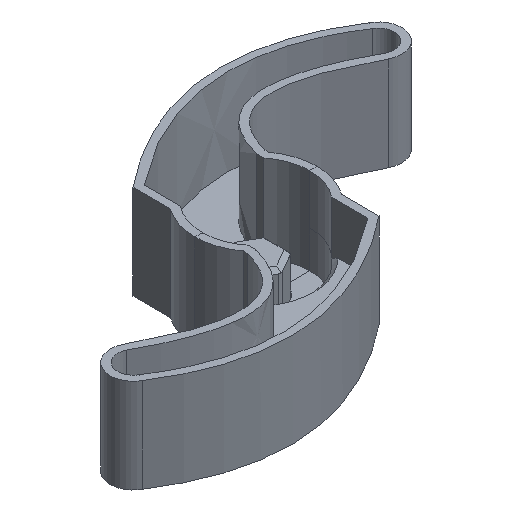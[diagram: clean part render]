
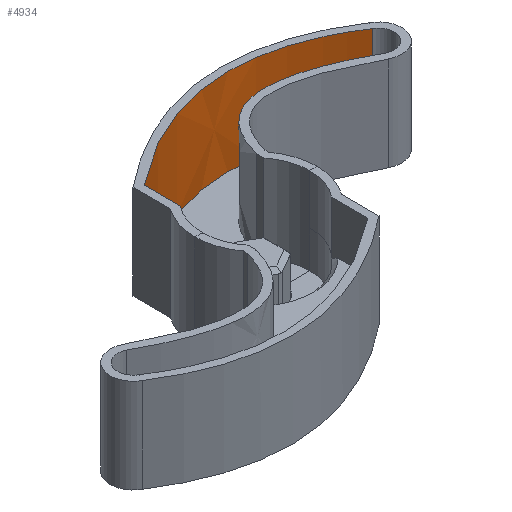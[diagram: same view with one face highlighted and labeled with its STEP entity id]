
A CAD part, isometric view. The second image highlights one B-rep face of the part: STEP entity #4934.
In plain terms, the highlighted face is a extrusion surface.
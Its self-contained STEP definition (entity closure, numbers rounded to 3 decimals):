
#916 = PLANE('',#917);
#917 = AXIS2_PLACEMENT_3D('',#918,#919,#920);
#918 = CARTESIAN_POINT('',(16.966,16.104,0.));
#919 = DIRECTION('',(0.,0.,1.));
#920 = DIRECTION('',(1.,0.,0.));
#2737 = PLANE('',#2738);
#2738 = AXIS2_PLACEMENT_3D('',#2739,#2740,#2741);
#2739 = CARTESIAN_POINT('',(16.966,16.104,21.));
#2740 = DIRECTION('',(0.,0.,1.));
#2741 = DIRECTION('',(1.,0.,0.));
#3002 = VERTEX_POINT('',#3003);
#3003 = CARTESIAN_POINT('',(-10.1,17.,0.));
#3017 = PLANE('',#3018);
#3018 = AXIS2_PLACEMENT_3D('',#3019,#3020,#3021);
#3019 = CARTESIAN_POINT('',(-10.1,8.185,0.));
#3020 = DIRECTION('',(-1.,0.,0.));
#3021 = DIRECTION('',(0.,1.,0.));
#3084 = VERTEX_POINT('',#3085);
#3085 = CARTESIAN_POINT('',(50.318,22.21,0.));
#3100 = CYLINDRICAL_SURFACE('',#3101,3.8);
#3101 = AXIS2_PLACEMENT_3D('',#3102,#3103,#3104);
#3102 = CARTESIAN_POINT('',(48.534,18.855,0.));
#3103 = DIRECTION('',(-0.,-0.,-1.));
#3104 = DIRECTION('',(1.,0.,0.));
#3112 = EDGE_CURVE('',#3002,#3084,#3113,.T.);
#3113 = SURFACE_CURVE('',#3114,(#3118,#3125),.PCURVE_S1.);
#3114 = B_SPLINE_CURVE_WITH_KNOTS('',2,(#3115,#3116,#3117),
  .UNSPECIFIED.,.F.,.F.,(3,3),(0.,1.),.PIECEWISE_BEZIER_KNOTS.);
#3115 = CARTESIAN_POINT('',(-10.1,17.,0.));
#3116 = CARTESIAN_POINT('',(20.715,41.448,0.));
#3117 = CARTESIAN_POINT('',(50.318,22.21,0.));
#3118 = PCURVE('',#916,#3119);
#3119 = DEFINITIONAL_REPRESENTATION('',(#3120),#3124);
#3120 = B_SPLINE_CURVE_WITH_KNOTS('',2,(#3121,#3122,#3123),
  .UNSPECIFIED.,.F.,.F.,(3,3),(0.,1.),.PIECEWISE_BEZIER_KNOTS.);
#3121 = CARTESIAN_POINT('',(-27.066,0.896));
#3122 = CARTESIAN_POINT('',(3.749,25.344));
#3123 = CARTESIAN_POINT('',(33.352,6.106));
#3124 = ( GEOMETRIC_REPRESENTATION_CONTEXT(2) 
PARAMETRIC_REPRESENTATION_CONTEXT() REPRESENTATION_CONTEXT('2D SPACE',''
  ) );
#3125 = PCURVE('',#3126,#3133);
#3126 = SURFACE_OF_LINEAR_EXTRUSION('',#3127,#3131);
#3127 = B_SPLINE_CURVE_WITH_KNOTS('',2,(#3128,#3129,#3130),
  .UNSPECIFIED.,.F.,.F.,(3,3),(0.,1.),.PIECEWISE_BEZIER_KNOTS.);
#3128 = CARTESIAN_POINT('',(-10.1,17.,0.));
#3129 = CARTESIAN_POINT('',(20.715,41.448,0.));
#3130 = CARTESIAN_POINT('',(50.318,22.21,0.));
#3131 = VECTOR('',#3132,1.);
#3132 = DIRECTION('',(-0.,-0.,-1.));
#3133 = DEFINITIONAL_REPRESENTATION('',(#3134),#3138);
#3134 = LINE('',#3135,#3136);
#3135 = CARTESIAN_POINT('',(0.,0.));
#3136 = VECTOR('',#3137,1.);
#3137 = DIRECTION('',(1.,0.));
#3138 = ( GEOMETRIC_REPRESENTATION_CONTEXT(2) 
PARAMETRIC_REPRESENTATION_CONTEXT() REPRESENTATION_CONTEXT('2D SPACE',''
  ) );
#3848 = VERTEX_POINT('',#3849);
#3849 = CARTESIAN_POINT('',(-10.1,17.,21.));
#3870 = EDGE_CURVE('',#3848,#3871,#3873,.T.);
#3871 = VERTEX_POINT('',#3872);
#3872 = CARTESIAN_POINT('',(50.318,22.21,21.));
#3873 = SURFACE_CURVE('',#3874,(#3878,#3885),.PCURVE_S1.);
#3874 = B_SPLINE_CURVE_WITH_KNOTS('',2,(#3875,#3876,#3877),
  .UNSPECIFIED.,.F.,.F.,(3,3),(0.,1.),.PIECEWISE_BEZIER_KNOTS.);
#3875 = CARTESIAN_POINT('',(-10.1,17.,21.));
#3876 = CARTESIAN_POINT('',(20.715,41.448,21.));
#3877 = CARTESIAN_POINT('',(50.318,22.21,21.));
#3878 = PCURVE('',#2737,#3879);
#3879 = DEFINITIONAL_REPRESENTATION('',(#3880),#3884);
#3880 = B_SPLINE_CURVE_WITH_KNOTS('',2,(#3881,#3882,#3883),
  .UNSPECIFIED.,.F.,.F.,(3,3),(0.,1.),.PIECEWISE_BEZIER_KNOTS.);
#3881 = CARTESIAN_POINT('',(-27.066,0.896));
#3882 = CARTESIAN_POINT('',(3.749,25.344));
#3883 = CARTESIAN_POINT('',(33.352,6.106));
#3884 = ( GEOMETRIC_REPRESENTATION_CONTEXT(2) 
PARAMETRIC_REPRESENTATION_CONTEXT() REPRESENTATION_CONTEXT('2D SPACE',''
  ) );
#3885 = PCURVE('',#3126,#3886);
#3886 = DEFINITIONAL_REPRESENTATION('',(#3887),#3891);
#3887 = LINE('',#3888,#3889);
#3888 = CARTESIAN_POINT('',(0.,-21.));
#3889 = VECTOR('',#3890,1.);
#3890 = DIRECTION('',(1.,0.));
#3891 = ( GEOMETRIC_REPRESENTATION_CONTEXT(2) 
PARAMETRIC_REPRESENTATION_CONTEXT() REPRESENTATION_CONTEXT('2D SPACE',''
  ) );
#4913 = EDGE_CURVE('',#3002,#3848,#4914,.T.);
#4914 = SURFACE_CURVE('',#4915,(#4919,#4926),.PCURVE_S1.);
#4915 = LINE('',#4916,#4917);
#4916 = CARTESIAN_POINT('',(-10.1,17.,0.));
#4917 = VECTOR('',#4918,1.);
#4918 = DIRECTION('',(0.,0.,1.));
#4919 = PCURVE('',#3017,#4920);
#4920 = DEFINITIONAL_REPRESENTATION('',(#4921),#4925);
#4921 = LINE('',#4922,#4923);
#4922 = CARTESIAN_POINT('',(8.815,0.));
#4923 = VECTOR('',#4924,1.);
#4924 = DIRECTION('',(0.,-1.));
#4925 = ( GEOMETRIC_REPRESENTATION_CONTEXT(2) 
PARAMETRIC_REPRESENTATION_CONTEXT() REPRESENTATION_CONTEXT('2D SPACE',''
  ) );
#4926 = PCURVE('',#3126,#4927);
#4927 = DEFINITIONAL_REPRESENTATION('',(#4928),#4932);
#4928 = LINE('',#4929,#4930);
#4929 = CARTESIAN_POINT('',(0.,0.));
#4930 = VECTOR('',#4931,1.);
#4931 = DIRECTION('',(0.,-1.));
#4932 = ( GEOMETRIC_REPRESENTATION_CONTEXT(2) 
PARAMETRIC_REPRESENTATION_CONTEXT() REPRESENTATION_CONTEXT('2D SPACE',''
  ) );
#4934 = ADVANCED_FACE('',(#4935),#3126,.F.);
#4935 = FACE_BOUND('',#4936,.F.);
#4936 = EDGE_LOOP('',(#4937,#4938,#4939,#4960));
#4937 = ORIENTED_EDGE('',*,*,#4913,.T.);
#4938 = ORIENTED_EDGE('',*,*,#3870,.T.);
#4939 = ORIENTED_EDGE('',*,*,#4940,.F.);
#4940 = EDGE_CURVE('',#3084,#3871,#4941,.T.);
#4941 = SURFACE_CURVE('',#4942,(#4946,#4953),.PCURVE_S1.);
#4942 = LINE('',#4943,#4944);
#4943 = CARTESIAN_POINT('',(50.318,22.21,0.));
#4944 = VECTOR('',#4945,1.);
#4945 = DIRECTION('',(0.,0.,1.));
#4946 = PCURVE('',#3126,#4947);
#4947 = DEFINITIONAL_REPRESENTATION('',(#4948),#4952);
#4948 = LINE('',#4949,#4950);
#4949 = CARTESIAN_POINT('',(1.,0.));
#4950 = VECTOR('',#4951,1.);
#4951 = DIRECTION('',(0.,-1.));
#4952 = ( GEOMETRIC_REPRESENTATION_CONTEXT(2) 
PARAMETRIC_REPRESENTATION_CONTEXT() REPRESENTATION_CONTEXT('2D SPACE',''
  ) );
#4953 = PCURVE('',#3100,#4954);
#4954 = DEFINITIONAL_REPRESENTATION('',(#4955),#4959);
#4955 = LINE('',#4956,#4957);
#4956 = CARTESIAN_POINT('',(-7.365,0.));
#4957 = VECTOR('',#4958,1.);
#4958 = DIRECTION('',(-0.,-1.));
#4959 = ( GEOMETRIC_REPRESENTATION_CONTEXT(2) 
PARAMETRIC_REPRESENTATION_CONTEXT() REPRESENTATION_CONTEXT('2D SPACE',''
  ) );
#4960 = ORIENTED_EDGE('',*,*,#3112,.F.);
